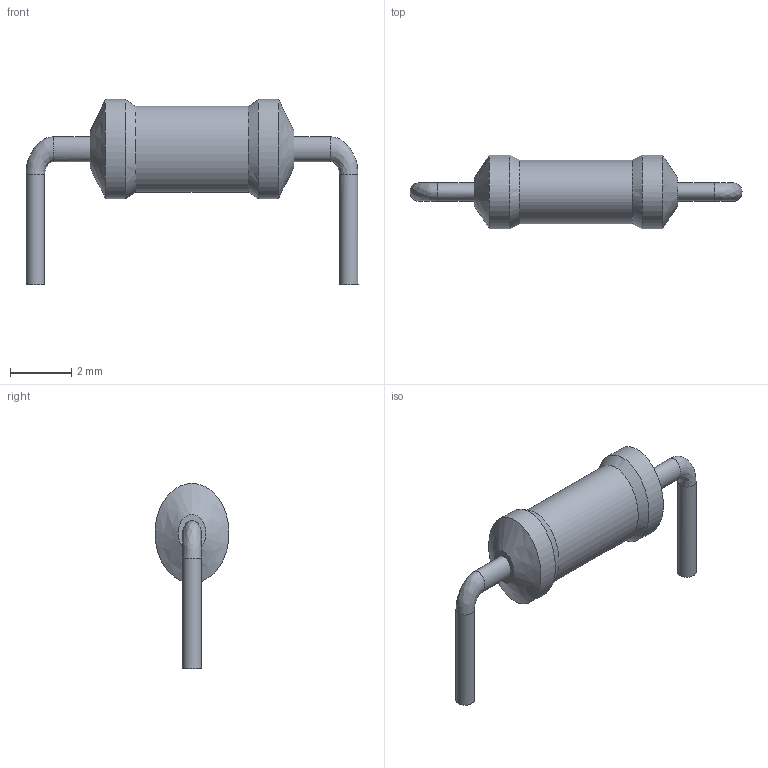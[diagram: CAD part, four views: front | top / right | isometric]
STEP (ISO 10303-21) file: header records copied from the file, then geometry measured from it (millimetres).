
FILE_DESCRIPTION(('FreeCAD Model'),'2;1');
FILE_NAME('Clone of x_Resistor_Horizontal_RM10mm.step', '2017-07-30T12:02:43',('kicad StepUp'),('ksu MCAD'), 'Open CASCADE STEP processor 6.8','FreeCAD','Unknown');
FILE_SCHEMA(('AUTOMOTIVE_DESIGN_CC2 { 1 2 10303 214 -1 1 5 4 }'));
Length unit declared in the file: millimetre
Products named in the file (2): ASSEMBLY; Clone_of_x_Resistor_Horizontal_RM10mm
Assembly tree (1 placements, depth 2):
  ASSEMBLY
    Clone_of_x_Resistor_Horizontal_RM10mm
Bounding box: 10.81 x 2.41 x 6.03 mm (x, y, z)
Volume: 35.5 mm3; surface area: 83.7 mm2
Topology: 1 solids, 1 shells, 17 faces, 33 edges, 16 vertices
Faces by surface type: bspline 17
Entity records: 727 total; most frequent: CARTESIAN_POINT 402, ORIENTED_EDGE 58, EDGE_CURVE 29, FACE_BOUND 19, EDGE_LOOP 19, ADVANCED_FACE 17, STYLED_ITEM 17, PRESENTATION_STYLE_ASSIGNMENT 17
